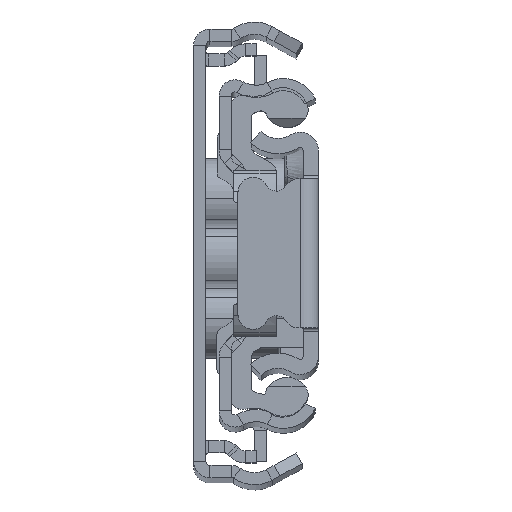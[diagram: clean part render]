
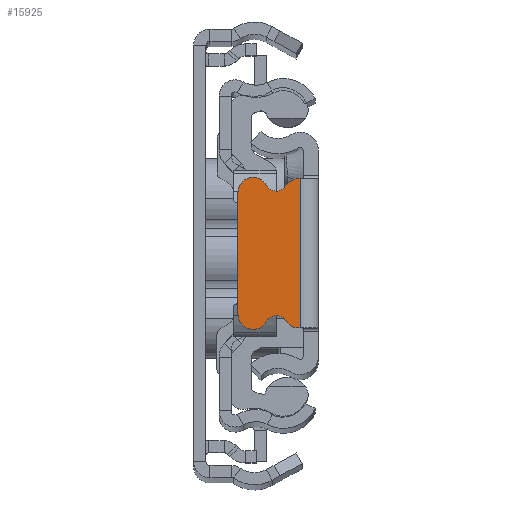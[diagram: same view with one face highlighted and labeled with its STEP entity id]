
A CAD part, top view. The second image highlights one B-rep face of the part: STEP entity #15925.
In plain terms, the highlighted planar face has unit normal (0, 0, 1).
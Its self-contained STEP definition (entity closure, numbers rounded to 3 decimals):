
#484 = CARTESIAN_POINT ( 'NONE',  ( -1.75, -7.37, 0. ) ) ;
#521 = DIRECTION ( 'NONE',  ( 0., 0., 1. ) ) ;
#633 = CARTESIAN_POINT ( 'NONE',  ( -4.142, 7.236, 0. ) ) ;
#1004 = DIRECTION ( 'NONE',  ( 0., 0., -1. ) ) ;
#1424 = DIRECTION ( 'NONE',  ( 0., 0., 1. ) ) ;
#1539 = VERTEX_POINT ( 'NONE', #12858 ) ;
#2402 = CIRCLE ( 'NONE', #25042, 1.5 ) ;
#2458 = EDGE_CURVE ( 'NONE', #4875, #1539, #18151, .T. ) ;
#2657 = LINE ( 'NONE', #12140, #20447 ) ;
#3026 = VERTEX_POINT ( 'NONE', #15356 ) ;
#3096 = VERTEX_POINT ( 'NONE', #13827 ) ;
#3211 = DIRECTION ( 'NONE',  ( 0., 0., 1. ) ) ;
#3992 = ORIENTED_EDGE ( 'NONE', *, *, #22354, .F. ) ;
#4875 = VERTEX_POINT ( 'NONE', #16454 ) ;
#4883 = ORIENTED_EDGE ( 'NONE', *, *, #25052, .T. ) ;
#5128 = VECTOR ( 'NONE', #23825, 1000. ) ;
#5323 = CARTESIAN_POINT ( 'NONE',  ( -5.109, 6.713, 0. ) ) ;
#5553 = EDGE_CURVE ( 'NONE', #3026, #3096, #21679, .T. ) ;
#5556 = DIRECTION ( 'NONE',  ( 0., 0., 1. ) ) ;
#5680 = CIRCLE ( 'NONE', #12939, 1.5 ) ;
#5692 = ORIENTED_EDGE ( 'NONE', *, *, #22559, .T. ) ;
#6205 = CARTESIAN_POINT ( 'NONE',  ( -1.929, -5.87, 0. ) ) ;
#6290 = AXIS2_PLACEMENT_3D ( 'NONE', #12386, #1004, #14776 ) ;
#6596 = CARTESIAN_POINT ( 'NONE',  ( -1.929, 7.37, 0. ) ) ;
#7290 = VERTEX_POINT ( 'NONE', #484 ) ;
#7329 = CIRCLE ( 'NONE', #21495, 1.1 ) ;
#7473 = CARTESIAN_POINT ( 'NONE',  ( 294.071, 0., 0. ) ) ;
#7600 = DIRECTION ( 'NONE',  ( 0., 0., 1. ) ) ;
#8534 = AXIS2_PLACEMENT_3D ( 'NONE', #17252, #1424, #13177 ) ;
#9009 = CARTESIAN_POINT ( 'NONE',  ( -1.75, 0., 0. ) ) ;
#9563 = VECTOR ( 'NONE', #21034, 1000. ) ;
#9743 = CIRCLE ( 'NONE', #8534, 1.5 ) ;
#9826 = CARTESIAN_POINT ( 'NONE',  ( -1.929, -7.37, 0. ) ) ;
#10049 = EDGE_CURVE ( 'NONE', #11265, #14136, #2402, .T. ) ;
#10077 = VERTEX_POINT ( 'NONE', #12764 ) ;
#10964 = EDGE_CURVE ( 'NONE', #3026, #19442, #5680, .T. ) ;
#11133 = CARTESIAN_POINT ( 'NONE',  ( -6.429, 6., 0. ) ) ;
#11265 = VERTEX_POINT ( 'NONE', #13707 ) ;
#11505 = EDGE_CURVE ( 'NONE', #1539, #10077, #9743, .T. ) ;
#11528 = ORIENTED_EDGE ( 'NONE', *, *, #18250, .F. ) ;
#11674 = AXIS2_PLACEMENT_3D ( 'NONE', #11133, #5556, #22913 ) ;
#12140 = CARTESIAN_POINT ( 'NONE',  ( -1.929, -7.37, 0. ) ) ;
#12386 = CARTESIAN_POINT ( 'NONE',  ( -4.142, -7.236, 0. ) ) ;
#12461 = VERTEX_POINT ( 'NONE', #5323 ) ;
#12764 = CARTESIAN_POINT ( 'NONE',  ( -5.109, -6.713, 0. ) ) ;
#12858 = CARTESIAN_POINT ( 'NONE',  ( -7.929, -6., 0. ) ) ;
#12939 = AXIS2_PLACEMENT_3D ( 'NONE', #18418, #3211, #24231 ) ;
#13177 = DIRECTION ( 'NONE',  ( 1., 0., 0. ) ) ;
#13434 = PLANE ( 'NONE',  #21491 ) ;
#13707 = CARTESIAN_POINT ( 'NONE',  ( -3.206, -6.658, 0. ) ) ;
#13827 = CARTESIAN_POINT ( 'NONE',  ( -1.75, 7.37, 0. ) ) ;
#14136 = VERTEX_POINT ( 'NONE', #9826 ) ;
#14205 = CARTESIAN_POINT ( 'NONE',  ( -7.929, -6., 0. ) ) ;
#14776 = DIRECTION ( 'NONE',  ( -1., 0., 0. ) ) ;
#14956 = ORIENTED_EDGE ( 'NONE', *, *, #17105, .T. ) ;
#15356 = CARTESIAN_POINT ( 'NONE',  ( -1.929, 7.37, 0. ) ) ;
#15492 = ORIENTED_EDGE ( 'NONE', *, *, #5553, .F. ) ;
#15925 = ADVANCED_FACE ( 'NONE', ( #24846 ), #13434, .T. ) ;
#16325 = DIRECTION ( 'NONE',  ( 1., 0., 0. ) ) ;
#16361 = DIRECTION ( 'NONE',  ( 0., -1., 0. ) ) ;
#16417 = CIRCLE ( 'NONE', #6290, 1.1 ) ;
#16454 = CARTESIAN_POINT ( 'NONE',  ( -7.929, 6., 0. ) ) ;
#17079 = VECTOR ( 'NONE', #16361, 1000. ) ;
#17105 = EDGE_CURVE ( 'NONE', #12461, #4875, #22191, .T. ) ;
#17252 = CARTESIAN_POINT ( 'NONE',  ( -6.429, -6., 0. ) ) ;
#18151 = LINE ( 'NONE', #14205, #17079 ) ;
#18250 = EDGE_CURVE ( 'NONE', #3096, #7290, #23054, .T. ) ;
#18418 = CARTESIAN_POINT ( 'NONE',  ( -1.929, 5.87, 0. ) ) ;
#19442 = VERTEX_POINT ( 'NONE', #23925 ) ;
#19770 = DIRECTION ( 'NONE',  ( 1., 0., 0. ) ) ;
#19892 = DIRECTION ( 'NONE',  ( -1., 0., 0. ) ) ;
#20333 = ORIENTED_EDGE ( 'NONE', *, *, #11505, .T. ) ;
#20447 = VECTOR ( 'NONE', #19892, 1000. ) ;
#20665 = DIRECTION ( 'NONE',  ( 1., 0., 0. ) ) ;
#21034 = DIRECTION ( 'NONE',  ( 0., -1., 0. ) ) ;
#21491 = AXIS2_PLACEMENT_3D ( 'NONE', #7473, #7600, #20665 ) ;
#21495 = AXIS2_PLACEMENT_3D ( 'NONE', #633, #21904, #16325 ) ;
#21679 = LINE ( 'NONE', #6596, #5128 ) ;
#21780 = EDGE_LOOP ( 'NONE', ( #11528, #15492, #21985, #4883, #14956, #23967, #20333, #5692, #24726, #3992 ) ) ;
#21904 = DIRECTION ( 'NONE',  ( 0., 0., -1. ) ) ;
#21985 = ORIENTED_EDGE ( 'NONE', *, *, #10964, .T. ) ;
#22191 = CIRCLE ( 'NONE', #11674, 1.5 ) ;
#22354 = EDGE_CURVE ( 'NONE', #7290, #14136, #2657, .T. ) ;
#22559 = EDGE_CURVE ( 'NONE', #10077, #11265, #16417, .T. ) ;
#22913 = DIRECTION ( 'NONE',  ( -1., 0., 0. ) ) ;
#23054 = LINE ( 'NONE', #9009, #9563 ) ;
#23825 = DIRECTION ( 'NONE',  ( 1., 0., 0. ) ) ;
#23925 = CARTESIAN_POINT ( 'NONE',  ( -3.206, 6.658, 0. ) ) ;
#23967 = ORIENTED_EDGE ( 'NONE', *, *, #2458, .T. ) ;
#24231 = DIRECTION ( 'NONE',  ( -1., 0., 0. ) ) ;
#24726 = ORIENTED_EDGE ( 'NONE', *, *, #10049, .T. ) ;
#24846 = FACE_OUTER_BOUND ( 'NONE', #21780, .T. ) ;
#25042 = AXIS2_PLACEMENT_3D ( 'NONE', #6205, #521, #19770 ) ;
#25052 = EDGE_CURVE ( 'NONE', #19442, #12461, #7329, .T. ) ;
